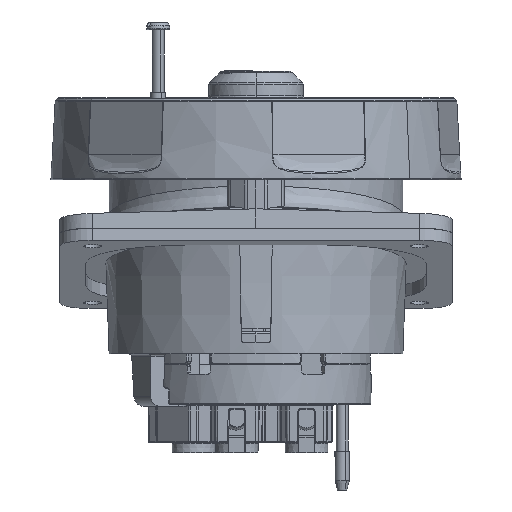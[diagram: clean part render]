
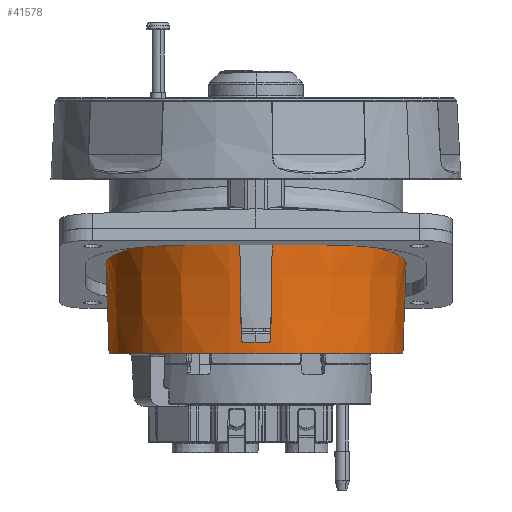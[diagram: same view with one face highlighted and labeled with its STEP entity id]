
A CAD part, front view. The second image highlights one B-rep face of the part: STEP entity #41578.
In plain terms, the highlighted conical face has half-angle 2 degrees and reference radius 35.649 mm.
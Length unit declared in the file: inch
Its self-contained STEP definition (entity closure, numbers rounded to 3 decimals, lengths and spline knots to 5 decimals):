
#340 = ORIENTED_EDGE ( 'NONE', *, *, #17860, .T. ) ;
#668 = VECTOR ( 'NONE', #47083, 39.37008 ) ;
#814 = CARTESIAN_POINT ( 'NONE',  ( 0.13946, -1.40089, -1.98109 ) ) ;
#1366 = AXIS2_PLACEMENT_3D ( 'NONE', #93572, #4093, #76872 ) ;
#1705 = CARTESIAN_POINT ( 'NONE',  ( 0.15132, -1.42299, -1.31705 ) ) ;
#1709 = AXIS2_PLACEMENT_3D ( 'NONE', #53886, #76786, #84312 ) ;
#1933 = CARTESIAN_POINT ( 'NONE',  ( -0.14585, -1.41171, -1.65469 ) ) ;
#2778 = ORIENTED_EDGE ( 'NONE', *, *, #25441, .T. ) ;
#3254 = CARTESIAN_POINT ( 'NONE',  ( -0.13955, -1.40106, -1.97611 ) ) ;
#3275 = CARTESIAN_POINT ( 'NONE',  ( -0.26765, -1.4165, -1.01483 ) ) ;
#3781 = EDGE_CURVE ( 'NONE', #78657, #72047, #29019, .T. ) ;
#4093 = DIRECTION ( 'NONE',  ( 0., 0., -1. ) ) ;
#6516 = EDGE_CURVE ( 'NONE', #83896, #51479, #53131, .T. ) ;
#6801 = CARTESIAN_POINT ( 'NONE',  ( -0.26765, -1.41736, -0.99045 ) ) ;
#8438 = ORIENTED_EDGE ( 'NONE', *, *, #36276, .T. ) ;
#9624 = EDGE_LOOP ( 'NONE', ( #74494, #340, #2778, #33268, #58690, #14138, #69030, #34379, #74057, #8438, #17480, #93290 ) ) ;
#9853 = DIRECTION ( 'NONE',  ( 0.035, 0., 0.999 ) ) ;
#10179 = CARTESIAN_POINT ( 'NONE',  ( 1.4035, 0., -2.1047 ) ) ;
#13657 = CARTESIAN_POINT ( 'NONE',  ( 0.15574, -1.43408, -0.9875 ) ) ;
#13840 = EDGE_CURVE ( 'NONE', #55429, #83896, #51365, .T. ) ;
#14138 = ORIENTED_EDGE ( 'NONE', *, *, #3781, .T. ) ;
#14279 = B_SPLINE_CURVE_WITH_KNOTS ( 'NONE', 3,
 ( #68180, #83840, #1933, #38821 ),
 .UNSPECIFIED., .F., .F.,
 ( 4, 4 ),
 ( 0.00322, 0.02773 ),
 .UNSPECIFIED. ) ;
#14641 = CARTESIAN_POINT ( 'NONE',  ( -0.97846, -1.28229, -1.01427 ) ) ;
#15230 = CARTESIAN_POINT ( 'NONE',  ( 0.13731, -1.40094, -1.98591 ) ) ;
#15877 = CARTESIAN_POINT ( 'NONE',  ( 0.13025, -1.40137, -1.99273 ) ) ;
#16194 = VERTEX_POINT ( 'NONE', #91036 ) ;
#17361 = B_SPLINE_CURVE_WITH_KNOTS ( 'NONE', 3,
 ( #23128, #814, #15230, #15877, #51980, #74553 ),
 .UNSPECIFIED., .F., .F.,
 ( 4, 2, 4 ),
 ( 0., 0.00037, 0.00075 ),
 .UNSPECIFIED. ) ;
#17480 = ORIENTED_EDGE ( 'NONE', *, *, #46935, .T. ) ;
#17749 = EDGE_CURVE ( 'NONE', #16194, #53122, #47517, .T. ) ;
#17860 = EDGE_CURVE ( 'NONE', #55429, #94205, #52669, .T. ) ;
#19027 = CONICAL_SURFACE ( 'NONE', #95118, 1.4035, 0.035 ) ;
#21077 = CARTESIAN_POINT ( 'NONE',  ( -0.26765, -1.4165, -1.01483 ) ) ;
#23128 = CARTESIAN_POINT ( 'NONE',  ( 0.13955, -1.40106, -1.97611 ) ) ;
#24279 = VERTEX_POINT ( 'NONE', #32583 ) ;
#24943 = CARTESIAN_POINT ( 'NONE',  ( 0.15574, -1.43408, -0.9875 ) ) ;
#25441 = EDGE_CURVE ( 'NONE', #94205, #92325, #72890, .T. ) ;
#25552 = CARTESIAN_POINT ( 'NONE',  ( -0.19303, -1.42916, -1.01255 ) ) ;
#26331 = CARTESIAN_POINT ( 'NONE',  ( -0.13955, -1.40106, -1.97611 ) ) ;
#29011 = EDGE_CURVE ( 'NONE', #16194, #49849, #14279, .T. ) ;
#29019 = CIRCLE ( 'NONE', #1366, 1.40734 ) ;
#29069 = CARTESIAN_POINT ( 'NONE',  ( -1.43814, -0.72353, -1.11279 ) ) ;
#31789 = CARTESIAN_POINT ( 'NONE',  ( 0.14601, -1.41198, -1.64659 ) ) ;
#32029 = DIRECTION ( 'NONE',  ( -1., 0., 0. ) ) ;
#32583 = CARTESIAN_POINT ( 'NONE',  ( -0.26765, -1.41736, -0.99045 ) ) ;
#33268 = ORIENTED_EDGE ( 'NONE', *, *, #39018, .F. ) ;
#33289 = CARTESIAN_POINT ( 'NONE',  ( -0.23048, -1.42356, -1.01355 ) ) ;
#33853 = CARTESIAN_POINT ( 'NONE',  ( -0.26765, -1.41707, -0.99858 ) ) ;
#34041 = CARTESIAN_POINT ( 'NONE',  ( 0.12041, -1.40218, -1.9947 ) ) ;
#34374 = CARTESIAN_POINT ( 'NONE',  ( -0.13946, -1.40089, -1.98109 ) ) ;
#34379 = ORIENTED_EDGE ( 'NONE', *, *, #29011, .F. ) ;
#35152 = CARTESIAN_POINT ( 'NONE',  ( -0.26765, -1.4165, -1.01483 ) ) ;
#36276 = EDGE_CURVE ( 'NONE', #53122, #24279, #40609, .T. ) ;
#38144 = CARTESIAN_POINT ( 'NONE',  ( 1.43368, 0., -1.24037 ) ) ;
#38821 = CARTESIAN_POINT ( 'NONE',  ( -0.13955, -1.40106, -1.97611 ) ) ;
#39018 = EDGE_CURVE ( 'NONE', #71589, #92325, #54931, .T. ) ;
#40609 = B_SPLINE_CURVE_WITH_KNOTS ( 'NONE', 3,
 ( #35152, #79197, #33853, #71987 ),
 .UNSPECIFIED., .F., .F.,
 ( 4, 4 ),
 ( 0.0277, 0.02832 ),
 .UNSPECIFIED. ) ;
#40626 = CARTESIAN_POINT ( 'NONE',  ( -0.12537, -1.40175, -1.9947 ) ) ;
#41578 = ADVANCED_FACE ( 'NONE', ( #45930 ), #19027, .T. ) ;
#42924 = CARTESIAN_POINT ( 'NONE',  ( -1.43368, 0., -1.24037 ) ) ;
#43643 = CARTESIAN_POINT ( 'NONE',  ( 0.92416, -1.35011, -1.00231 ) ) ;
#43988 = CARTESIAN_POINT ( 'NONE',  ( 1.43844, -0.773, -1.10407 ) ) ;
#44538 = CARTESIAN_POINT ( 'NONE',  ( 0.15574, -1.43408, -0.9875 ) ) ;
#45930 = FACE_OUTER_BOUND ( 'NONE', #9624, .T. ) ;
#46935 = EDGE_CURVE ( 'NONE', #24279, #51479, #49878, .T. ) ;
#47083 = DIRECTION ( 'NONE',  ( -0.035, 0., 0.999 ) ) ;
#47517 = B_SPLINE_CURVE_WITH_KNOTS ( 'NONE', 3,
 ( #84579, #25552, #33289, #3275 ),
 .UNSPECIFIED., .F., .F.,
 ( 4, 4 ),
 ( 0., 0.00288 ),
 .UNSPECIFIED. ) ;
#49389 = CARTESIAN_POINT ( 'NONE',  ( -0.13023, -1.40138, -1.99274 ) ) ;
#49849 = VERTEX_POINT ( 'NONE', #3254 ) ;
#49878 =( BOUNDED_CURVE ( )  B_SPLINE_CURVE ( 3, ( #6801, #14641, #29069, #88440 ),
 .UNSPECIFIED., .F., .F. ) 
 B_SPLINE_CURVE_WITH_KNOTS ( ( 4, 4 ),
 ( 0.18778, 1.57695 ),
 .UNSPECIFIED. ) 
 CURVE ( )  GEOMETRIC_REPRESENTATION_ITEM ( )  RATIONAL_B_SPLINE_CURVE ( ( 1., 0.846, 0.846, 1. ) ) 
 REPRESENTATION_ITEM ( '' )  );
#50310 = VECTOR ( 'NONE', #9853, 39.37008 ) ;
#51365 = CIRCLE ( 'NONE', #1709, 1.4035 ) ;
#51479 = VERTEX_POINT ( 'NONE', #42924 ) ;
#51980 = CARTESIAN_POINT ( 'NONE',  ( 0.12537, -1.40175, -1.9947 ) ) ;
#52669 = LINE ( 'NONE', #10179, #50310 ) ;
#53122 = VERTEX_POINT ( 'NONE', #21077 ) ;
#53131 = LINE ( 'NONE', #55576, #668 ) ;
#53886 = CARTESIAN_POINT ( 'NONE',  ( 0., 0., -2.1047 ) ) ;
#54931 = B_SPLINE_CURVE_WITH_KNOTS ( 'NONE', 3,
 ( #90544, #31789, #1705, #24943 ),
 .UNSPECIFIED., .F., .F.,
 ( 4, 4 ),
 ( 0.00304, 0.02816 ),
 .UNSPECIFIED. ) ;
#55429 = VERTEX_POINT ( 'NONE', #78761 ) ;
#55491 = EDGE_CURVE ( 'NONE', #71589, #78657, #17361, .T. ) ;
#55576 = CARTESIAN_POINT ( 'NONE',  ( -1.4035, 0., -2.1047 ) ) ;
#55931 = CARTESIAN_POINT ( 'NONE',  ( -0.13731, -1.40094, -1.98592 ) ) ;
#58690 = ORIENTED_EDGE ( 'NONE', *, *, #55491, .T. ) ;
#61088 = CARTESIAN_POINT ( 'NONE',  ( -1.4035, 0., -2.1047 ) ) ;
#67152 = EDGE_CURVE ( 'NONE', #72047, #49849, #71610, .T. ) ;
#68180 = CARTESIAN_POINT ( 'NONE',  ( -0.15541, -1.43326, -1.01181 ) ) ;
#69030 = ORIENTED_EDGE ( 'NONE', *, *, #67152, .T. ) ;
#69168 = DIRECTION ( 'NONE',  ( 0., 0., 1. ) ) ;
#70567 = CARTESIAN_POINT ( 'NONE',  ( 0.13955, -1.40106, -1.97611 ) ) ;
#71589 = VERTEX_POINT ( 'NONE', #70567 ) ;
#71610 = B_SPLINE_CURVE_WITH_KNOTS ( 'NONE', 3,
 ( #85685, #40626, #49389, #55931, #34374, #26331 ),
 .UNSPECIFIED., .F., .F.,
 ( 4, 2, 4 ),
 ( 0., 0.00037, 0.00075 ),
 .UNSPECIFIED. ) ;
#71987 = CARTESIAN_POINT ( 'NONE',  ( -0.26765, -1.41736, -0.99045 ) ) ;
#72047 = VERTEX_POINT ( 'NONE', #86749 ) ;
#72890 =( BOUNDED_CURVE ( )  B_SPLINE_CURVE ( 3, ( #81191, #43988, #43643, #13657 ),
 .UNSPECIFIED., .F., .F. ) 
 B_SPLINE_CURVE_WITH_KNOTS ( ( 4, 4 ),
 ( 4.70623, 6.17435 ),
 .UNSPECIFIED. ) 
 CURVE ( )  GEOMETRIC_REPRESENTATION_ITEM ( )  RATIONAL_B_SPLINE_CURVE ( ( 1., 0.828, 0.828, 1. ) ) 
 REPRESENTATION_ITEM ( '' )  );
#74057 = ORIENTED_EDGE ( 'NONE', *, *, #17749, .T. ) ;
#74494 = ORIENTED_EDGE ( 'NONE', *, *, #13840, .F. ) ;
#74553 = CARTESIAN_POINT ( 'NONE',  ( 0.12041, -1.40218, -1.9947 ) ) ;
#75726 = CARTESIAN_POINT ( 'NONE',  ( 0., 0., -2.1047 ) ) ;
#76786 = DIRECTION ( 'NONE',  ( 0., 0., -1. ) ) ;
#76872 = DIRECTION ( 'NONE',  ( -1., 0., 0. ) ) ;
#78657 = VERTEX_POINT ( 'NONE', #34041 ) ;
#78761 = CARTESIAN_POINT ( 'NONE',  ( 1.4035, 0., -2.1047 ) ) ;
#79197 = CARTESIAN_POINT ( 'NONE',  ( -0.26765, -1.41678, -1.0067 ) ) ;
#81191 = CARTESIAN_POINT ( 'NONE',  ( 1.43368, 0., -1.24037 ) ) ;
#83840 = CARTESIAN_POINT ( 'NONE',  ( -0.15105, -1.42245, -1.33326 ) ) ;
#83896 = VERTEX_POINT ( 'NONE', #61088 ) ;
#84312 = DIRECTION ( 'NONE',  ( -1., 0., 0. ) ) ;
#84579 = CARTESIAN_POINT ( 'NONE',  ( -0.15541, -1.43326, -1.01181 ) ) ;
#85685 = CARTESIAN_POINT ( 'NONE',  ( -0.12041, -1.40218, -1.9947 ) ) ;
#86749 = CARTESIAN_POINT ( 'NONE',  ( -0.12041, -1.40218, -1.9947 ) ) ;
#88440 = CARTESIAN_POINT ( 'NONE',  ( -1.43368, 0., -1.24037 ) ) ;
#90544 = CARTESIAN_POINT ( 'NONE',  ( 0.13955, -1.40106, -1.97611 ) ) ;
#91036 = CARTESIAN_POINT ( 'NONE',  ( -0.15541, -1.43326, -1.01181 ) ) ;
#92325 = VERTEX_POINT ( 'NONE', #44538 ) ;
#93290 = ORIENTED_EDGE ( 'NONE', *, *, #6516, .F. ) ;
#93572 = CARTESIAN_POINT ( 'NONE',  ( 0., 0., -1.9947 ) ) ;
#94205 = VERTEX_POINT ( 'NONE', #38144 ) ;
#95118 = AXIS2_PLACEMENT_3D ( 'NONE', #75726, #69168, #32029 ) ;
